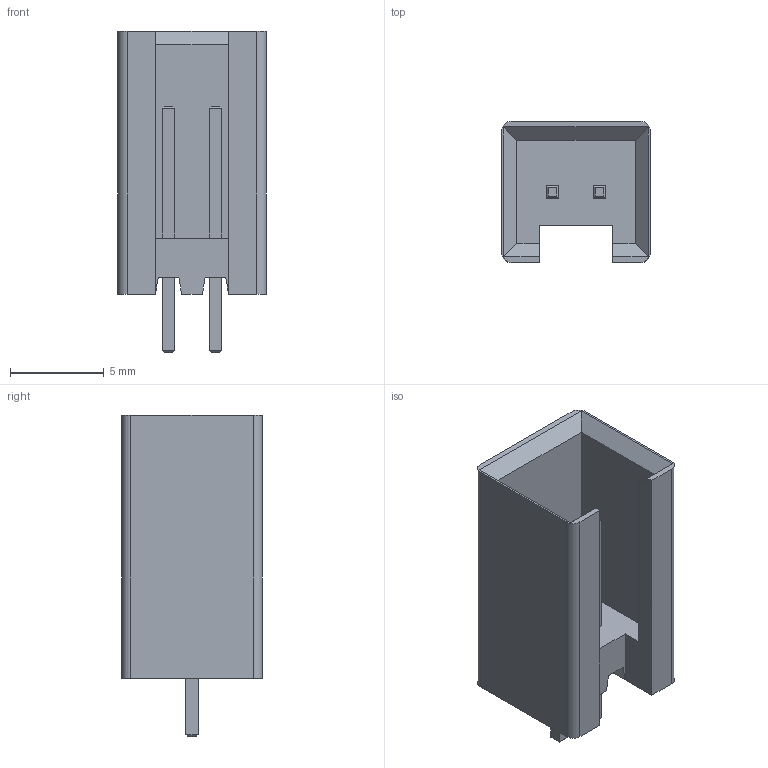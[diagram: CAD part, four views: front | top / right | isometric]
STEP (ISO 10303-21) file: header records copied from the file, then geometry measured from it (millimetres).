
FILE_DESCRIPTION(/* description */ ('model of Stocko_MKS_1652-6-0-202_1x2_P2.50mm_Vertical'),/* implementation_level */ '2;1');
FILE_NAME(/* name */ 'Stocko_MKS_1652-6-0-202_1x2_P2.50mm_Vertical.step',/* time_stamp */ '2019-03-20T23:35:17',/* author */ ('kicad StepUp','ksu'),/* organization */ ('FreeCAD'),/* preprocessor_version */ 'OCC',/* originating_system */ 'kicad StepUp',/* authorisation */ '');
FILE_SCHEMA(('AUTOMOTIVE_DESIGN { 1 0 10303 214 1 1 1 1 }'));
Length unit declared in the file: millimetre
Products named in the file (1): Stocko_MKS_1652
Bounding box: 7.9 x 7.5 x 17.1 mm (x, y, z)
Volume: 370.4 mm3; surface area: 789.6 mm2
Topology: 1 solids, 1 shells, 69 faces, 167 edges, 104 vertices
Faces by surface type: plane 65, cylinder 4
Entity records: 2298 total; most frequent: CARTESIAN_POINT 390, PCURVE 302, ORIENTED_EDGE 254, LINE 224, EDGE_CURVE 167, SURFACE_CURVE 153, DEFINITIONAL_REPRESENTATION 131, VERTEX_POINT 104
